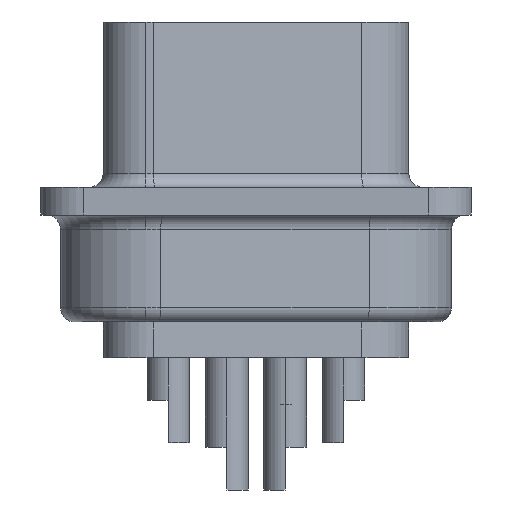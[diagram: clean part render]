
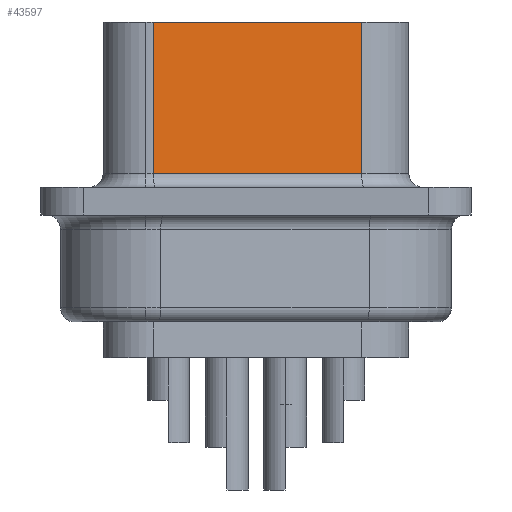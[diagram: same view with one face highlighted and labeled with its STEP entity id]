
A CAD part, left-side view. The second image highlights one B-rep face of the part: STEP entity #43597.
In plain terms, the highlighted planar face has unit normal (-0.985, -0.174, 0).
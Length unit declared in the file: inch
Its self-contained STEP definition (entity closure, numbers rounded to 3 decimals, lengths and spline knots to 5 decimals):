
#4492 = EDGE_CURVE ( 'NONE', #46484, #4493, #20426, .T. ) ;
#4493 = VERTEX_POINT ( 'NONE', #20417 ) ;
#4558 = ORIENTED_EDGE ( 'NONE', *, *, #4562, .F. ) ;
#4562 = EDGE_CURVE ( 'NONE', #43497, #4493, #20728, .T. ) ;
#4564 = ORIENTED_EDGE ( 'NONE', *, *, #43496, .F. ) ;
#20417 = CARTESIAN_POINT ( 'NONE',  ( -0.97843, -0.14839, 0.0395 ) ) ;
#20419 = DIRECTION ( 'NONE',  ( 0.174, -0.985, 0. ) ) ;
#20420 = VECTOR ( 'NONE', #20419, 39.37008 ) ;
#20421 = CARTESIAN_POINT ( 'NONE',  ( -0.97843, -0.14839, 0.0395 ) ) ;
#20426 = LINE ( 'NONE', #20421, #20420 ) ;
#20725 = DIRECTION ( 'NONE',  ( 0., 0., -1. ) ) ;
#20726 = VECTOR ( 'NONE', #20725, 39.37008 ) ;
#20727 = CARTESIAN_POINT ( 'NONE',  ( -0.97843, -0.14839, 0.2515 ) ) ;
#20728 = LINE ( 'NONE', #20727, #20726 ) ;
#29399 = LINE ( 'NONE', #29457, #29456 ) ;
#29454 = CARTESIAN_POINT ( 'NONE',  ( -0.97843, -0.14839, 0.2515 ) ) ;
#29455 = DIRECTION ( 'NONE',  ( 0.174, -0.985, 0. ) ) ;
#29456 = VECTOR ( 'NONE', #29455, 39.37008 ) ;
#29457 = CARTESIAN_POINT ( 'NONE',  ( -1.03, 0.14408, 0.2515 ) ) ;
#29615 = DIRECTION ( 'NONE',  ( -0.174, 0.985, 0. ) ) ;
#29616 = DIRECTION ( 'NONE',  ( 0.985, 0.174, 0. ) ) ;
#29617 = CARTESIAN_POINT ( 'NONE',  ( -1.03, 0.14408, 0.2515 ) ) ;
#29618 = AXIS2_PLACEMENT_3D ( 'NONE', #29617, #29616, #29615 ) ;
#29619 = PLANE ( 'NONE',  #29618 ) ;
#29621 = FACE_OUTER_BOUND ( 'NONE', #43605, .T. ) ;
#40010 = CARTESIAN_POINT ( 'NONE',  ( -1.03, 0.14408, 0.2515 ) ) ;
#40066 = DIRECTION ( 'NONE',  ( 0., 0., -1. ) ) ;
#40067 = VECTOR ( 'NONE', #40066, 39.37008 ) ;
#40068 = CARTESIAN_POINT ( 'NONE',  ( -1.03, 0.14408, 0.2515 ) ) ;
#40069 = LINE ( 'NONE', #40068, #40067 ) ;
#40070 = CARTESIAN_POINT ( 'NONE',  ( -1.03, 0.14408, 0.0395 ) ) ;
#43496 = EDGE_CURVE ( 'NONE', #46479, #43497, #29399, .T. ) ;
#43497 = VERTEX_POINT ( 'NONE', #29454 ) ;
#43597 = ADVANCED_FACE ( 'NONE', ( #29621 ), #29619, .F. ) ;
#43602 = ORIENTED_EDGE ( 'NONE', *, *, #46486, .T. ) ;
#43605 = EDGE_LOOP ( 'NONE', ( #43602, #43609, #4558, #4564 ) ) ;
#43609 = ORIENTED_EDGE ( 'NONE', *, *, #4492, .T. ) ;
#46479 = VERTEX_POINT ( 'NONE', #40010 ) ;
#46484 = VERTEX_POINT ( 'NONE', #40070 ) ;
#46486 = EDGE_CURVE ( 'NONE', #46479, #46484, #40069, .T. ) ;
